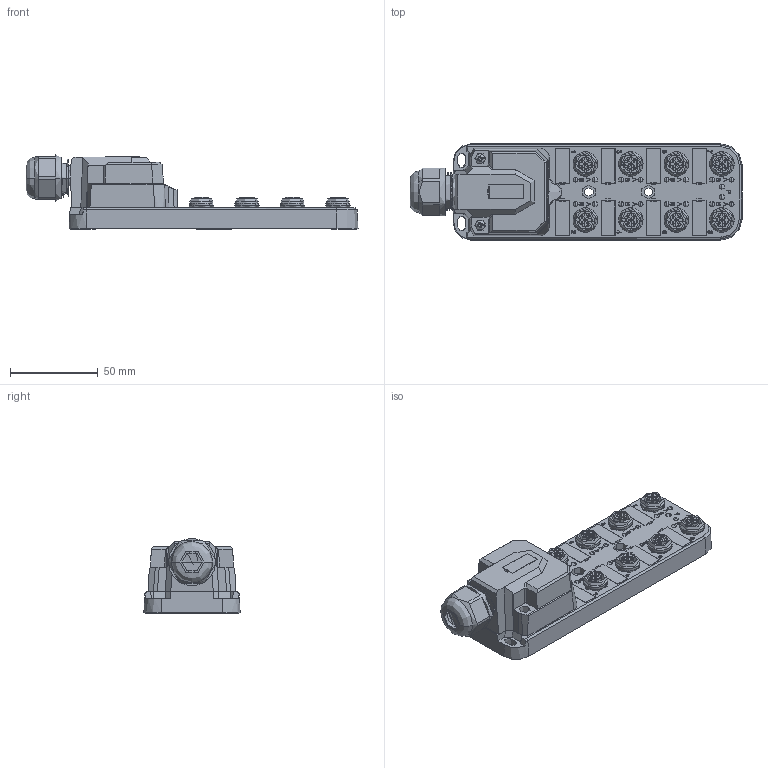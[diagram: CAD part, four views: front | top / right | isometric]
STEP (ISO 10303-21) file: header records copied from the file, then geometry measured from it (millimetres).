
FILE_DESCRIPTION((''),'2;1');
FILE_NAME('ELCO_ESP8-12-3X-Q','2024-11-06T16:20:18',('elco'),(''),'CREO PARAMETRIC BY PTC INC, 2022424','CREO PARAMETRIC BY PTC INC, 2022424','');
FILE_SCHEMA(('CONFIG_CONTROL_DESIGN'));
Products named in the file (1): ELCO_ESP8-12-3X-Q
Bounding box: 189.6 x 55 x 42.64 mm (x, y, z)
Volume: 26065.8 mm3
Topology: 113 solids, 138 shells, 8744 faces, 23737 edges, 15432 vertices
Faces by surface type: plane 6295, cylinder 1592, bspline 365, cone 304, torus 140, sphere 45, revolution 2, extrusion 1
Entity records: 298389 total; most frequent: CARTESIAN_POINT 79005, ORIENTED_EDGE 47218, DIRECTION 42537, EDGE_CURVE 23721, VECTOR 17367, LINE 17366, VERTEX_POINT 15864, AXIS2_PLACEMENT_3D 12584
